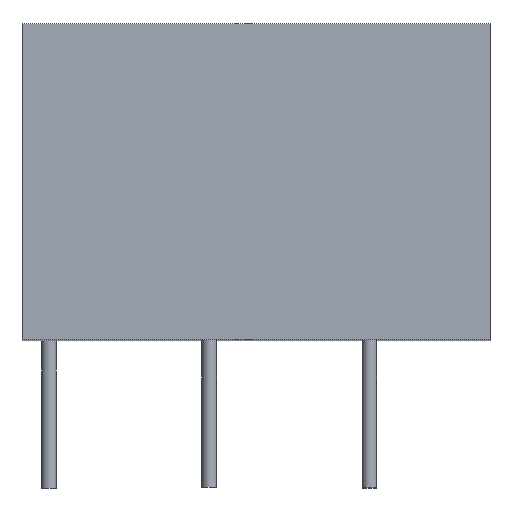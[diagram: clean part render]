
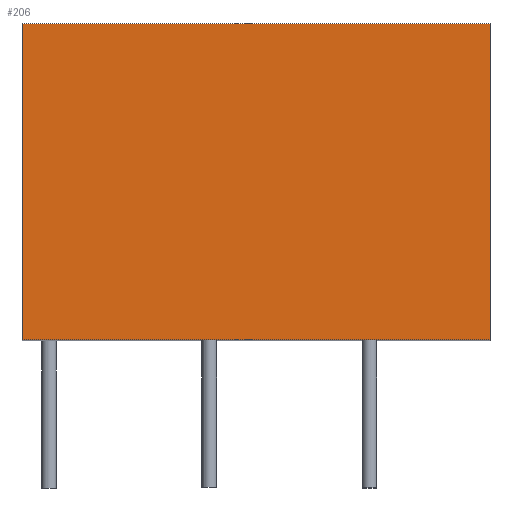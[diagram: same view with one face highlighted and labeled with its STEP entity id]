
A CAD part, top view. The second image highlights one B-rep face of the part: STEP entity #206.
In plain terms, the highlighted planar face has unit normal (0, 0, 1).
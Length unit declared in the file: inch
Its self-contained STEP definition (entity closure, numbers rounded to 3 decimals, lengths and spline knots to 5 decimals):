
#15=LINE('',#339,#27);
#23=LINE('',#354,#35);
#24=LINE('',#356,#36);
#25=LINE('',#357,#37);
#27=VECTOR('',#288,0.3937);
#35=VECTOR('',#300,0.3937);
#36=VECTOR('',#303,0.3937);
#37=VECTOR('',#304,0.3937);
#45=PLANE('',#248);
#67=FACE_OUTER_BOUND('',#85,.T.);
#85=EDGE_LOOP('',(#160,#161,#162,#163));
#109=VERTEX_POINT('',#336);
#110=VERTEX_POINT('',#338);
#114=VERTEX_POINT('',#350);
#115=VERTEX_POINT('',#352);
#125=EDGE_CURVE('',#109,#110,#15,.T.);
#133=EDGE_CURVE('',#114,#115,#23,.T.);
#134=EDGE_CURVE('',#109,#114,#24,.T.);
#135=EDGE_CURVE('',#110,#115,#25,.T.);
#160=ORIENTED_EDGE('',*,*,#134,.T.);
#161=ORIENTED_EDGE('',*,*,#133,.T.);
#162=ORIENTED_EDGE('',*,*,#135,.F.);
#163=ORIENTED_EDGE('',*,*,#125,.F.);
#206=ADVANCED_FACE('',(#67),#45,.T.);
#248=AXIS2_PLACEMENT_3D('',#355,#301,#302);
#288=DIRECTION('',(0.,1.,0.));
#300=DIRECTION('',(0.,1.,0.));
#301=DIRECTION('center_axis',(0.,0.,1.));
#302=DIRECTION('ref_axis',(1.,0.,0.));
#303=DIRECTION('',(1.,0.,0.));
#304=DIRECTION('',(1.,0.,0.));
#336=CARTESIAN_POINT('',(-0.43701,0.,0.66339));
#338=CARTESIAN_POINT('',(-0.43701,0.59055,0.66339));
#339=CARTESIAN_POINT('',(-0.43701,0.,0.66339));
#350=CARTESIAN_POINT('',(0.43701,0.,0.66339));
#352=CARTESIAN_POINT('',(0.43701,0.59055,0.66339));
#354=CARTESIAN_POINT('',(0.43701,0.,0.66339));
#355=CARTESIAN_POINT('Origin',(-0.43701,0.,0.66339));
#356=CARTESIAN_POINT('',(-0.43701,0.,0.66339));
#357=CARTESIAN_POINT('',(-0.43701,0.59055,0.66339));
